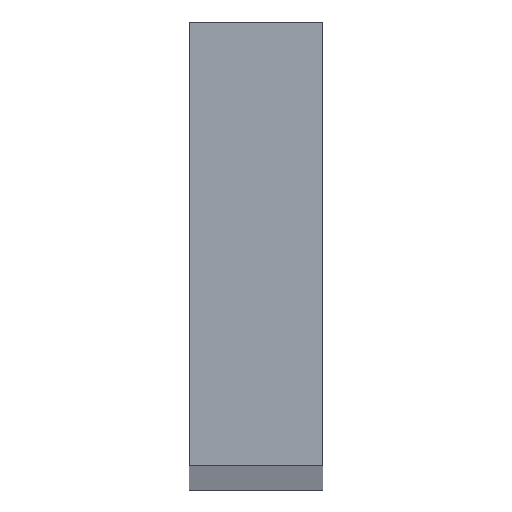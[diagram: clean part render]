
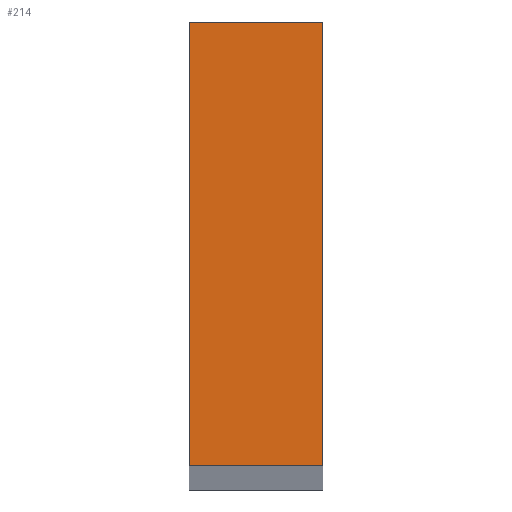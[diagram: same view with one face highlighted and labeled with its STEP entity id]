
A CAD part, top view. The second image highlights one B-rep face of the part: STEP entity #214.
In plain terms, the highlighted planar face has unit normal (0, 0, 1).
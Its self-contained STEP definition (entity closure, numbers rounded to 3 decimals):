
#43=FACE_OUTER_BOUND('',#54,.T.);
#54=EDGE_LOOP('',(#163,#164,#165,#166));
#75=LINE('',#336,#92);
#80=LINE('',#347,#97);
#82=LINE('',#350,#99);
#83=LINE('',#351,#100);
#92=VECTOR('',#273,1.);
#97=VECTOR('',#282,1.);
#99=VECTOR('',#286,1.);
#100=VECTOR('',#287,1.);
#106=VERTEX_POINT('',#329);
#109=VERTEX_POINT('',#334);
#112=VERTEX_POINT('',#344);
#113=VERTEX_POINT('',#346);
#127=EDGE_CURVE('',#109,#106,#75,.T.);
#132=EDGE_CURVE('',#113,#112,#80,.T.);
#134=EDGE_CURVE('',#112,#106,#82,.T.);
#135=EDGE_CURVE('',#113,#109,#83,.T.);
#163=ORIENTED_EDGE('',*,*,#134,.T.);
#164=ORIENTED_EDGE('',*,*,#127,.F.);
#165=ORIENTED_EDGE('',*,*,#135,.F.);
#166=ORIENTED_EDGE('',*,*,#132,.T.);
#208=PLANE('',#248);
#214=ADVANCED_FACE('',(#43),#208,.F.);
#248=AXIS2_PLACEMENT_3D('',#349,#284,#285);
#273=DIRECTION('',(-1.,0.,0.));
#282=DIRECTION('',(-1.,0.,0.));
#284=DIRECTION('center_axis',(0.,0.,-1.));
#285=DIRECTION('ref_axis',(-1.,0.,0.));
#286=DIRECTION('',(0.,-1.,0.));
#287=DIRECTION('',(0.,-1.,0.));
#329=CARTESIAN_POINT('',(0.,0.,310.));
#334=CARTESIAN_POINT('',(3.,0.,310.));
#336=CARTESIAN_POINT('',(3.,0.,310.));
#344=CARTESIAN_POINT('',(0.,10.,310.));
#346=CARTESIAN_POINT('',(3.,10.,310.));
#347=CARTESIAN_POINT('',(3.,10.,310.));
#349=CARTESIAN_POINT('Origin',(3.,10.,310.));
#350=CARTESIAN_POINT('',(0.,10.,310.));
#351=CARTESIAN_POINT('',(3.,10.,310.));
